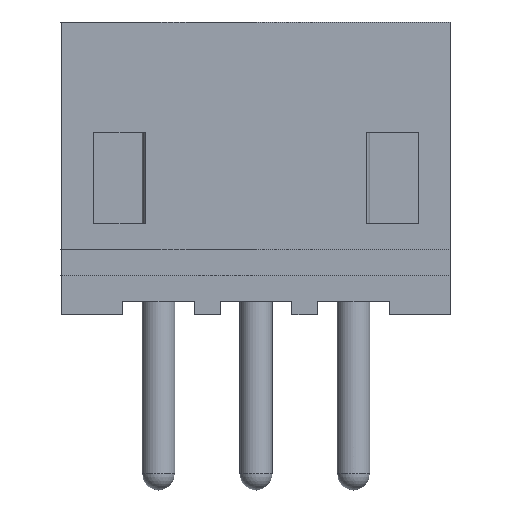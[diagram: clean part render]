
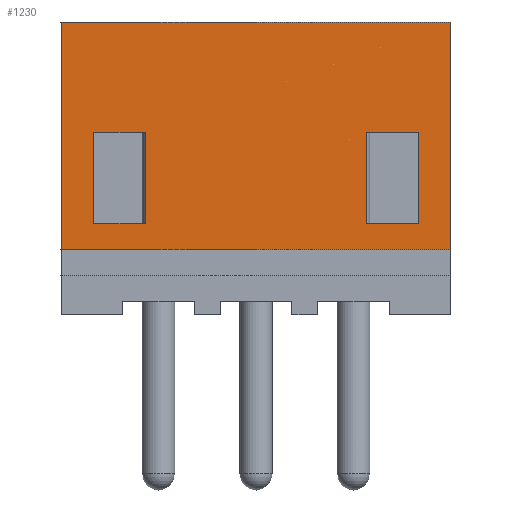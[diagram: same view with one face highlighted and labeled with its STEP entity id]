
A CAD part, left-side view. The second image highlights one B-rep face of the part: STEP entity #1230.
In plain terms, the highlighted planar face has unit normal (-1, 0, 0).
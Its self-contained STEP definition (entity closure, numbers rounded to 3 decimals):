
#20=FACE_BOUND('',#199,.T.);
#21=FACE_BOUND('',#200,.T.);
#130=FACE_OUTER_BOUND('',#198,.T.);
#198=EDGE_LOOP('',(#1106,#1107,#1108,#1109));
#199=EDGE_LOOP('',(#1110,#1111,#1112,#1113));
#200=EDGE_LOOP('',(#1114,#1115,#1116,#1117));
#204=LINE('',#1662,#352);
#208=LINE('',#1669,#356);
#221=LINE('',#1738,#369);
#282=LINE('',#1869,#430);
#291=LINE('',#1886,#439);
#295=LINE('',#1893,#443);
#308=LINE('',#1918,#456);
#310=LINE('',#1922,#458);
#342=LINE('',#1986,#490);
#344=LINE('',#1990,#492);
#348=LINE('',#1997,#496);
#349=LINE('',#1998,#497);
#352=VECTOR('',#1342,10.);
#356=VECTOR('',#1348,10.);
#369=VECTOR('',#1425,10.);
#430=VECTOR('',#1524,10.);
#439=VECTOR('',#1539,10.);
#443=VECTOR('',#1547,10.);
#456=VECTOR('',#1566,10.);
#458=VECTOR('',#1570,10.);
#490=VECTOR('',#1634,10.);
#492=VECTOR('',#1638,10.);
#496=VECTOR('',#1648,10.);
#497=VECTOR('',#1649,10.);
#500=VERTEX_POINT('',#1659);
#501=VERTEX_POINT('',#1661);
#503=VERTEX_POINT('',#1667);
#526=VERTEX_POINT('',#1734);
#527=VERTEX_POINT('',#1736);
#578=VERTEX_POINT('',#1867);
#583=VERTEX_POINT('',#1884);
#592=VERTEX_POINT('',#1915);
#593=VERTEX_POINT('',#1917);
#594=VERTEX_POINT('',#1921);
#610=VERTEX_POINT('',#1985);
#611=VERTEX_POINT('',#1989);
#614=EDGE_CURVE('',#501,#500,#204,.T.);
#618=EDGE_CURVE('',#500,#503,#208,.T.);
#649=EDGE_CURVE('',#526,#527,#221,.T.);
#714=EDGE_CURVE('',#527,#578,#282,.T.);
#723=EDGE_CURVE('',#583,#578,#291,.T.);
#727=EDGE_CURVE('',#526,#583,#295,.T.);
#740=EDGE_CURVE('',#593,#592,#308,.T.);
#742=EDGE_CURVE('',#594,#501,#310,.T.);
#774=EDGE_CURVE('',#610,#593,#342,.T.);
#776=EDGE_CURVE('',#611,#610,#344,.T.);
#780=EDGE_CURVE('',#503,#594,#348,.T.);
#781=EDGE_CURVE('',#592,#611,#349,.T.);
#1106=ORIENTED_EDGE('',*,*,#649,.T.);
#1107=ORIENTED_EDGE('',*,*,#714,.T.);
#1108=ORIENTED_EDGE('',*,*,#723,.F.);
#1109=ORIENTED_EDGE('',*,*,#727,.F.);
#1110=ORIENTED_EDGE('',*,*,#780,.T.);
#1111=ORIENTED_EDGE('',*,*,#742,.T.);
#1112=ORIENTED_EDGE('',*,*,#614,.T.);
#1113=ORIENTED_EDGE('',*,*,#618,.T.);
#1114=ORIENTED_EDGE('',*,*,#781,.T.);
#1115=ORIENTED_EDGE('',*,*,#776,.T.);
#1116=ORIENTED_EDGE('',*,*,#774,.T.);
#1117=ORIENTED_EDGE('',*,*,#740,.T.);
#1168=PLANE('',#1334);
#1230=ADVANCED_FACE('',(#130,#20,#21),#1168,.T.);
#1334=AXIS2_PLACEMENT_3D('',#1999,#1650,#1651);
#1342=DIRECTION('',(0.,-1.,0.));
#1348=DIRECTION('',(0.,0.,-1.));
#1425=DIRECTION('',(0.,-1.,0.));
#1524=DIRECTION('',(0.,0.,1.));
#1539=DIRECTION('',(0.,-1.,0.));
#1547=DIRECTION('',(0.,0.,1.));
#1566=DIRECTION('',(0.,0.,-1.));
#1570=DIRECTION('',(0.,0.,1.));
#1634=DIRECTION('',(0.,-1.,0.));
#1638=DIRECTION('',(0.,0.,1.));
#1648=DIRECTION('',(0.,1.,0.));
#1649=DIRECTION('',(0.,1.,0.));
#1650=DIRECTION('center_axis',(-1.,0.,0.));
#1651=DIRECTION('ref_axis',(0.,-1.,0.));
#1659=CARTESIAN_POINT('',(-1.3,3.2,2.8));
#1661=CARTESIAN_POINT('',(-1.3,4.,2.8));
#1662=CARTESIAN_POINT('',(-1.3,3.85,2.8));
#1667=CARTESIAN_POINT('',(-1.3,3.2,1.4));
#1669=CARTESIAN_POINT('',(-1.3,3.2,0.7));
#1734=CARTESIAN_POINT('',(-1.3,4.5,1.));
#1736=CARTESIAN_POINT('',(-1.3,-1.5,1.));
#1738=CARTESIAN_POINT('',(-1.3,1.5,1.));
#1867=CARTESIAN_POINT('',(-1.3,-1.5,4.5));
#1869=CARTESIAN_POINT('',(-1.3,-1.5,0.));
#1884=CARTESIAN_POINT('',(-1.3,4.5,4.5));
#1886=CARTESIAN_POINT('',(-1.3,4.5,4.5));
#1893=CARTESIAN_POINT('',(-1.3,4.5,0.));
#1915=CARTESIAN_POINT('',(-1.3,-1.,1.4));
#1917=CARTESIAN_POINT('',(-1.3,-1.,2.8));
#1918=CARTESIAN_POINT('',(-1.3,-1.,1.4));
#1921=CARTESIAN_POINT('',(-1.3,4.,1.4));
#1922=CARTESIAN_POINT('',(-1.3,4.,1.4));
#1985=CARTESIAN_POINT('',(-1.3,-0.2,2.8));
#1986=CARTESIAN_POINT('',(-1.3,2.15,2.8));
#1989=CARTESIAN_POINT('',(-1.3,-0.2,1.4));
#1990=CARTESIAN_POINT('',(-1.3,-0.2,0.7));
#1997=CARTESIAN_POINT('',(-1.3,4.25,1.4));
#1998=CARTESIAN_POINT('',(-1.3,1.75,1.4));
#1999=CARTESIAN_POINT('Origin',(-1.3,4.5,0.));
